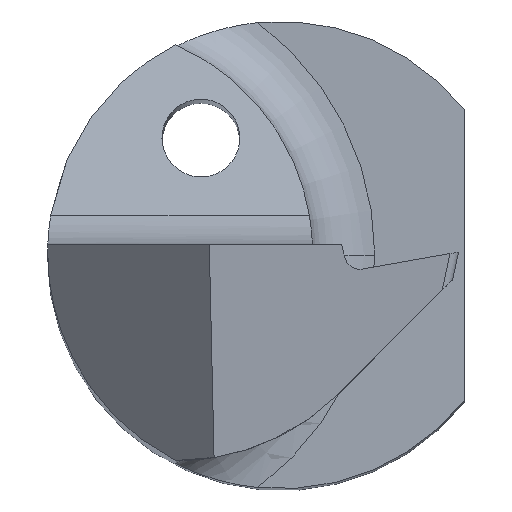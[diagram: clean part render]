
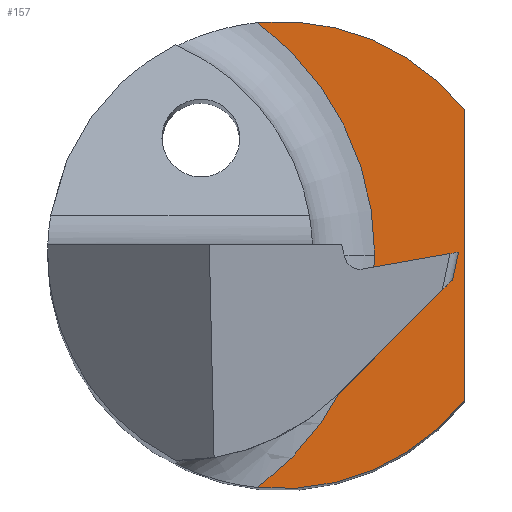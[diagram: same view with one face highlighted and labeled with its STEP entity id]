
A CAD part, top view. The second image highlights one B-rep face of the part: STEP entity #157.
In plain terms, the highlighted planar face has unit normal (0, 0, 1).
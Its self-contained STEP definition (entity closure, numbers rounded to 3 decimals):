
#14 = EDGE_CURVE ( 'NONE', #370, #775, #713, .T. ) ;
#15 = DIRECTION ( 'NONE',  ( 0., 0., -1. ) ) ;
#29 = DIRECTION ( 'NONE',  ( 1., 0., 0. ) ) ;
#41 = DIRECTION ( 'NONE',  ( 0., 0., 1. ) ) ;
#50 = CARTESIAN_POINT ( 'NONE',  ( 2.35, 1.865, 15.005 ) ) ;
#55 = AXIS2_PLACEMENT_3D ( 'NONE', #698, #15, #782 ) ;
#129 = LINE ( 'NONE', #50, #347 ) ;
#157 = ADVANCED_FACE ( 'NONE', ( #678 ), #451, .T. ) ;
#163 = CARTESIAN_POINT ( 'NONE',  ( -0.304, -2.985, 15.005 ) ) ;
#212 = ORIENTED_EDGE ( 'NONE', *, *, #324, .T. ) ;
#254 = DIRECTION ( 'NONE',  ( 1., 0., 0. ) ) ;
#279 = VERTEX_POINT ( 'NONE', #163 ) ;
#298 = EDGE_CURVE ( 'NONE', #775, #565, #321, .T. ) ;
#320 = AXIS2_PLACEMENT_3D ( 'NONE', #726, #41, #29 ) ;
#321 = CIRCLE ( 'NONE', #55, 3.714 ) ;
#324 = EDGE_CURVE ( 'NONE', #279, #662, #406, .T. ) ;
#338 = ORIENTED_EDGE ( 'NONE', *, *, #454, .T. ) ;
#347 = VECTOR ( 'NONE', #734, 1000. ) ;
#370 = VERTEX_POINT ( 'NONE', #857 ) ;
#406 = CIRCLE ( 'NONE', #320, 3. ) ;
#425 = DIRECTION ( 'NONE',  ( 0., 0., -1. ) ) ;
#429 = DIRECTION ( 'NONE',  ( 1., 0., 0. ) ) ;
#439 = AXIS2_PLACEMENT_3D ( 'NONE', #674, #826, #542 ) ;
#451 = PLANE ( 'NONE',  #439 ) ;
#454 = EDGE_CURVE ( 'NONE', #662, #370, #129, .T. ) ;
#473 = CARTESIAN_POINT ( 'NONE',  ( 2.35, -1.865, 15.005 ) ) ;
#519 = EDGE_CURVE ( 'NONE', #565, #279, #559, .T. ) ;
#542 = DIRECTION ( 'NONE',  ( 1., 0., 0. ) ) ;
#556 = EDGE_LOOP ( 'NONE', ( #601, #829, #800, #212, #338 ) ) ;
#559 = CIRCLE ( 'NONE', #926, 3.714 ) ;
#565 = VERTEX_POINT ( 'NONE', #881 ) ;
#582 = CARTESIAN_POINT ( 'NONE',  ( -2.514, 0., 15.005 ) ) ;
#601 = ORIENTED_EDGE ( 'NONE', *, *, #14, .T. ) ;
#662 = VERTEX_POINT ( 'NONE', #473 ) ;
#674 = CARTESIAN_POINT ( 'NONE',  ( -0.402, -0.122, 15.005 ) ) ;
#678 = FACE_OUTER_BOUND ( 'NONE', #556, .T. ) ;
#698 = CARTESIAN_POINT ( 'NONE',  ( -2.514, 0., 15.005 ) ) ;
#713 = CIRCLE ( 'NONE', #870, 3. ) ;
#726 = CARTESIAN_POINT ( 'NONE',  ( 0., 0., 15.005 ) ) ;
#734 = DIRECTION ( 'NONE',  ( 0., 1., 0. ) ) ;
#775 = VERTEX_POINT ( 'NONE', #971 ) ;
#781 = CARTESIAN_POINT ( 'NONE',  ( 0., 0., 15.005 ) ) ;
#782 = DIRECTION ( 'NONE',  ( 1., 0., 0. ) ) ;
#800 = ORIENTED_EDGE ( 'NONE', *, *, #519, .T. ) ;
#826 = DIRECTION ( 'NONE',  ( 0., 0., 1. ) ) ;
#829 = ORIENTED_EDGE ( 'NONE', *, *, #298, .T. ) ;
#857 = CARTESIAN_POINT ( 'NONE',  ( 2.35, 1.865, 15.005 ) ) ;
#870 = AXIS2_PLACEMENT_3D ( 'NONE', #781, #942, #254 ) ;
#881 = CARTESIAN_POINT ( 'NONE',  ( 1.2, 0., 15.005 ) ) ;
#926 = AXIS2_PLACEMENT_3D ( 'NONE', #582, #425, #429 ) ;
#942 = DIRECTION ( 'NONE',  ( 0., 0., 1. ) ) ;
#971 = CARTESIAN_POINT ( 'NONE',  ( -0.304, 2.985, 15.005 ) ) ;
